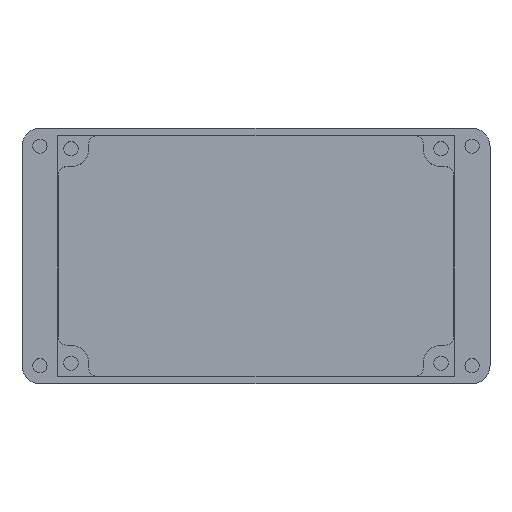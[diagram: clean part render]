
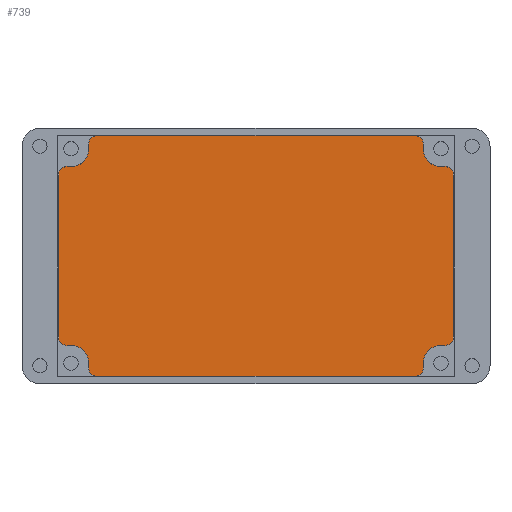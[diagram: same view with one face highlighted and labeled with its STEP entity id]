
A CAD part, top view. The second image highlights one B-rep face of the part: STEP entity #739.
In plain terms, the highlighted planar face has unit normal (0, 0, 1).
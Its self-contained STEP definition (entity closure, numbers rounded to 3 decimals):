
#24=PLANE('',#802);
#48=FACE_OUTER_BOUND('',#95,.T.);
#95=EDGE_LOOP('',(#502,#503,#504,#505,#506,#507,#508,#509,#510,#511,#512,
#513,#514,#515,#516,#517));
#152=LINE('',#1162,#212);
#153=LINE('',#1170,#213);
#154=LINE('',#1178,#214);
#155=LINE('',#1185,#215);
#212=VECTOR('',#910,10.);
#213=VECTOR('',#917,10.);
#214=VECTOR('',#924,10.);
#215=VECTOR('',#931,10.);
#270=CIRCLE('',#800,2.5);
#272=CIRCLE('',#803,5.);
#273=CIRCLE('',#804,2.5);
#274=CIRCLE('',#805,2.5);
#275=CIRCLE('',#806,5.);
#276=CIRCLE('',#807,2.5);
#277=CIRCLE('',#808,2.5);
#278=CIRCLE('',#809,5.);
#279=CIRCLE('',#810,2.5);
#280=CIRCLE('',#811,2.5);
#281=CIRCLE('',#812,5.);
#282=CIRCLE('',#813,2.5);
#318=VERTEX_POINT('',#1148);
#319=VERTEX_POINT('',#1149);
#322=VERTEX_POINT('',#1157);
#323=VERTEX_POINT('',#1159);
#324=VERTEX_POINT('',#1161);
#325=VERTEX_POINT('',#1163);
#326=VERTEX_POINT('',#1165);
#327=VERTEX_POINT('',#1167);
#328=VERTEX_POINT('',#1169);
#329=VERTEX_POINT('',#1171);
#330=VERTEX_POINT('',#1173);
#331=VERTEX_POINT('',#1175);
#332=VERTEX_POINT('',#1177);
#333=VERTEX_POINT('',#1179);
#334=VERTEX_POINT('',#1181);
#335=VERTEX_POINT('',#1183);
#390=EDGE_CURVE('',#318,#319,#270,.T.);
#394=EDGE_CURVE('',#322,#319,#272,.T.);
#395=EDGE_CURVE('',#322,#323,#273,.T.);
#396=EDGE_CURVE('',#324,#323,#152,.T.);
#397=EDGE_CURVE('',#324,#325,#274,.T.);
#398=EDGE_CURVE('',#326,#325,#275,.T.);
#399=EDGE_CURVE('',#326,#327,#276,.T.);
#400=EDGE_CURVE('',#328,#327,#153,.T.);
#401=EDGE_CURVE('',#328,#329,#277,.T.);
#402=EDGE_CURVE('',#330,#329,#278,.T.);
#403=EDGE_CURVE('',#330,#331,#279,.T.);
#404=EDGE_CURVE('',#332,#331,#154,.T.);
#405=EDGE_CURVE('',#332,#333,#280,.T.);
#406=EDGE_CURVE('',#334,#333,#281,.T.);
#407=EDGE_CURVE('',#334,#335,#282,.T.);
#408=EDGE_CURVE('',#318,#335,#155,.T.);
#502=ORIENTED_EDGE('',*,*,#390,.T.);
#503=ORIENTED_EDGE('',*,*,#394,.F.);
#504=ORIENTED_EDGE('',*,*,#395,.T.);
#505=ORIENTED_EDGE('',*,*,#396,.F.);
#506=ORIENTED_EDGE('',*,*,#397,.T.);
#507=ORIENTED_EDGE('',*,*,#398,.F.);
#508=ORIENTED_EDGE('',*,*,#399,.T.);
#509=ORIENTED_EDGE('',*,*,#400,.F.);
#510=ORIENTED_EDGE('',*,*,#401,.T.);
#511=ORIENTED_EDGE('',*,*,#402,.F.);
#512=ORIENTED_EDGE('',*,*,#403,.T.);
#513=ORIENTED_EDGE('',*,*,#404,.F.);
#514=ORIENTED_EDGE('',*,*,#405,.T.);
#515=ORIENTED_EDGE('',*,*,#406,.F.);
#516=ORIENTED_EDGE('',*,*,#407,.T.);
#517=ORIENTED_EDGE('',*,*,#408,.F.);
#739=ADVANCED_FACE('',(#48),#24,.T.);
#800=AXIS2_PLACEMENT_3D('',#1150,#898,#899);
#802=AXIS2_PLACEMENT_3D('',#1156,#904,#905);
#803=AXIS2_PLACEMENT_3D('',#1158,#906,#907);
#804=AXIS2_PLACEMENT_3D('',#1160,#908,#909);
#805=AXIS2_PLACEMENT_3D('',#1164,#911,#912);
#806=AXIS2_PLACEMENT_3D('',#1166,#913,#914);
#807=AXIS2_PLACEMENT_3D('',#1168,#915,#916);
#808=AXIS2_PLACEMENT_3D('',#1172,#918,#919);
#809=AXIS2_PLACEMENT_3D('',#1174,#920,#921);
#810=AXIS2_PLACEMENT_3D('',#1176,#922,#923);
#811=AXIS2_PLACEMENT_3D('',#1180,#925,#926);
#812=AXIS2_PLACEMENT_3D('',#1182,#927,#928);
#813=AXIS2_PLACEMENT_3D('',#1184,#929,#930);
#898=DIRECTION('center_axis',(0.,0.,1.));
#899=DIRECTION('ref_axis',(0.762,-0.648,0.));
#904=DIRECTION('center_axis',(0.,0.,1.));
#905=DIRECTION('ref_axis',(1.,0.,0.));
#906=DIRECTION('center_axis',(0.,0.,1.));
#907=DIRECTION('ref_axis',(0.74,0.673,0.));
#908=DIRECTION('center_axis',(0.,0.,1.));
#909=DIRECTION('ref_axis',(0.658,-0.753,0.));
#910=DIRECTION('',(0.,-1.,0.));
#911=DIRECTION('center_axis',(0.,0.,1.));
#912=DIRECTION('ref_axis',(0.658,0.753,0.));
#913=DIRECTION('center_axis',(0.,0.,1.));
#914=DIRECTION('ref_axis',(-0.673,0.74,0.));
#915=DIRECTION('center_axis',(0.,0.,1.));
#916=DIRECTION('ref_axis',(0.762,0.648,0.));
#917=DIRECTION('',(1.,0.,0.));
#918=DIRECTION('center_axis',(0.,0.,1.));
#919=DIRECTION('ref_axis',(-0.762,0.648,0.));
#920=DIRECTION('center_axis',(0.,0.,1.));
#921=DIRECTION('ref_axis',(-0.74,-0.673,0.));
#922=DIRECTION('center_axis',(0.,0.,1.));
#923=DIRECTION('ref_axis',(-0.658,0.753,0.));
#924=DIRECTION('',(0.,1.,0.));
#925=DIRECTION('center_axis',(0.,0.,1.));
#926=DIRECTION('ref_axis',(-0.658,-0.753,0.));
#927=DIRECTION('center_axis',(0.,0.,1.));
#928=DIRECTION('ref_axis',(0.673,-0.74,0.));
#929=DIRECTION('center_axis',(0.,0.,1.));
#930=DIRECTION('ref_axis',(-0.762,-0.648,0.));
#931=DIRECTION('',(-1.,0.,0.));
#1148=CARTESIAN_POINT('',(124.597,-51.2,-13.));
#1149=CARTESIAN_POINT('',(127.064,-48.3,-13.));
#1150=CARTESIAN_POINT('Origin',(124.597,-48.7,-13.));
#1156=CARTESIAN_POINT('Origin',(80.25,-17.5,-13.));
#1157=CARTESIAN_POINT('',(132.667,-42.545,-13.));
#1158=CARTESIAN_POINT('Origin',(132.,-47.5,-13.));
#1159=CARTESIAN_POINT('',(135.5,-40.067,-13.));
#1160=CARTESIAN_POINT('Origin',(133.,-40.067,-13.));
#1161=CARTESIAN_POINT('',(135.5,5.067,-13.));
#1162=CARTESIAN_POINT('',(135.5,-49.855,-13.));
#1163=CARTESIAN_POINT('',(132.667,7.545,-13.));
#1164=CARTESIAN_POINT('Origin',(133.,5.067,-13.));
#1165=CARTESIAN_POINT('',(127.064,13.3,-13.));
#1166=CARTESIAN_POINT('Origin',(132.,12.5,-13.));
#1167=CARTESIAN_POINT('',(124.597,16.2,-13.));
#1168=CARTESIAN_POINT('Origin',(124.597,13.7,-13.));
#1169=CARTESIAN_POINT('',(35.903,16.2,-13.));
#1170=CARTESIAN_POINT('',(135.7,16.2,-13.));
#1171=CARTESIAN_POINT('',(33.436,13.3,-13.));
#1172=CARTESIAN_POINT('Origin',(35.903,13.7,-13.));
#1173=CARTESIAN_POINT('',(27.833,7.545,-13.));
#1174=CARTESIAN_POINT('Origin',(28.5,12.5,-13.));
#1175=CARTESIAN_POINT('',(25.,5.067,-13.));
#1176=CARTESIAN_POINT('Origin',(27.5,5.067,-13.));
#1177=CARTESIAN_POINT('',(25.,-40.067,-13.));
#1178=CARTESIAN_POINT('',(25.,14.855,-13.));
#1179=CARTESIAN_POINT('',(27.833,-42.545,-13.));
#1180=CARTESIAN_POINT('Origin',(27.5,-40.067,-13.));
#1181=CARTESIAN_POINT('',(33.436,-48.3,-13.));
#1182=CARTESIAN_POINT('Origin',(28.5,-47.5,-13.));
#1183=CARTESIAN_POINT('',(35.903,-51.2,-13.));
#1184=CARTESIAN_POINT('Origin',(35.903,-48.7,-13.));
#1185=CARTESIAN_POINT('',(24.8,-51.2,-13.));
